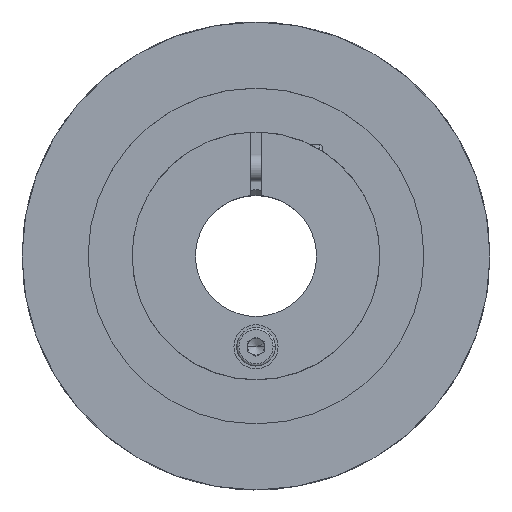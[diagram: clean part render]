
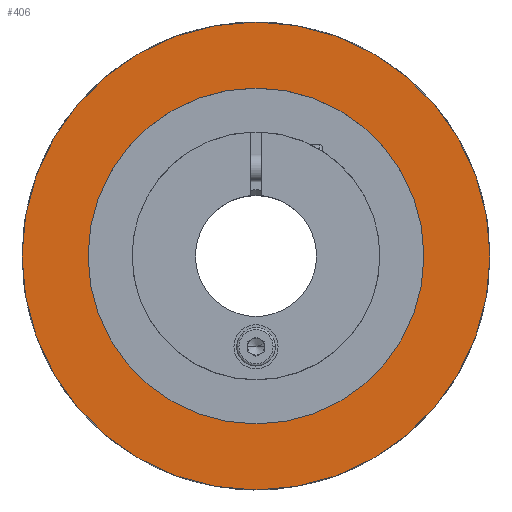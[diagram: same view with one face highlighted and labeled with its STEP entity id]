
A CAD part, top view. The second image highlights one B-rep face of the part: STEP entity #406.
In plain terms, the highlighted planar face has unit normal (0, 0, 1).
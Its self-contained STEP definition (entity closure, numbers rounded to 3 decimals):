
#20 = ORIENTED_EDGE ( 'NONE', *, *, #2907, .F. ) ;
#47 = DIRECTION ( 'NONE',  ( 0., 0., 1. ) ) ;
#144 = ORIENTED_EDGE ( 'NONE', *, *, #2469, .F. ) ;
#210 = CIRCLE ( 'NONE', #4881, 42.5 ) ;
#399 = CARTESIAN_POINT ( 'NONE',  ( -30.5, 0., 0. ) ) ;
#406 = ADVANCED_FACE ( 'NONE', ( #5136, #2283 ), #1570, .F. ) ;
#476 = DIRECTION ( 'NONE',  ( 0., 0., 1. ) ) ;
#626 = VERTEX_POINT ( 'NONE', #1814 ) ;
#741 = DIRECTION ( 'NONE',  ( 1., 0., 0. ) ) ;
#856 = CARTESIAN_POINT ( 'NONE',  ( 0., 0., 0. ) ) ;
#1570 = PLANE ( 'NONE',  #3841 ) ;
#1747 = AXIS2_PLACEMENT_3D ( 'NONE', #2863, #47, #4462 ) ;
#1814 = CARTESIAN_POINT ( 'NONE',  ( 30.5, 0., 0. ) ) ;
#1871 = AXIS2_PLACEMENT_3D ( 'NONE', #5144, #2430, #741 ) ;
#2042 = DIRECTION ( 'NONE',  ( 1., 0., 0. ) ) ;
#2073 = DIRECTION ( 'NONE',  ( 1., 0., 0. ) ) ;
#2076 = DIRECTION ( 'NONE',  ( 0., 0., -1. ) ) ;
#2277 = ORIENTED_EDGE ( 'NONE', *, *, #3796, .T. ) ;
#2283 = FACE_OUTER_BOUND ( 'NONE', #3263, .T. ) ;
#2360 = VERTEX_POINT ( 'NONE', #5043 ) ;
#2430 = DIRECTION ( 'NONE',  ( 0., 0., 1. ) ) ;
#2469 = EDGE_CURVE ( 'NONE', #2794, #626, #3537, .T. ) ;
#2669 = CIRCLE ( 'NONE', #2919, 30.5 ) ;
#2783 = CARTESIAN_POINT ( 'NONE',  ( 0., 30.5, 0. ) ) ;
#2794 = VERTEX_POINT ( 'NONE', #399 ) ;
#2835 = DIRECTION ( 'NONE',  ( -1., 0., 0. ) ) ;
#2863 = CARTESIAN_POINT ( 'NONE',  ( 0., 0., 0. ) ) ;
#2906 = EDGE_CURVE ( 'NONE', #4205, #2360, #3670, .T. ) ;
#2907 = EDGE_CURVE ( 'NONE', #626, #2794, #2669, .T. ) ;
#2919 = AXIS2_PLACEMENT_3D ( 'NONE', #856, #4514, #2042 ) ;
#3064 = CARTESIAN_POINT ( 'NONE',  ( -42.5, 0., 0. ) ) ;
#3243 = CARTESIAN_POINT ( 'NONE',  ( 0., 0., 0. ) ) ;
#3263 = EDGE_LOOP ( 'NONE', ( #2277, #3776 ) ) ;
#3537 = CIRCLE ( 'NONE', #1871, 30.5 ) ;
#3670 = CIRCLE ( 'NONE', #1747, 42.5 ) ;
#3776 = ORIENTED_EDGE ( 'NONE', *, *, #2906, .T. ) ;
#3796 = EDGE_CURVE ( 'NONE', #2360, #4205, #210, .T. ) ;
#3841 = AXIS2_PLACEMENT_3D ( 'NONE', #2783, #2076, #2835 ) ;
#4047 = EDGE_LOOP ( 'NONE', ( #20, #144 ) ) ;
#4205 = VERTEX_POINT ( 'NONE', #3064 ) ;
#4462 = DIRECTION ( 'NONE',  ( 1., 0., 0. ) ) ;
#4514 = DIRECTION ( 'NONE',  ( 0., 0., 1. ) ) ;
#4881 = AXIS2_PLACEMENT_3D ( 'NONE', #3243, #476, #2073 ) ;
#5043 = CARTESIAN_POINT ( 'NONE',  ( 42.5, 0., 0. ) ) ;
#5136 = FACE_BOUND ( 'NONE', #4047, .T. ) ;
#5144 = CARTESIAN_POINT ( 'NONE',  ( 0., 0., 0. ) ) ;
